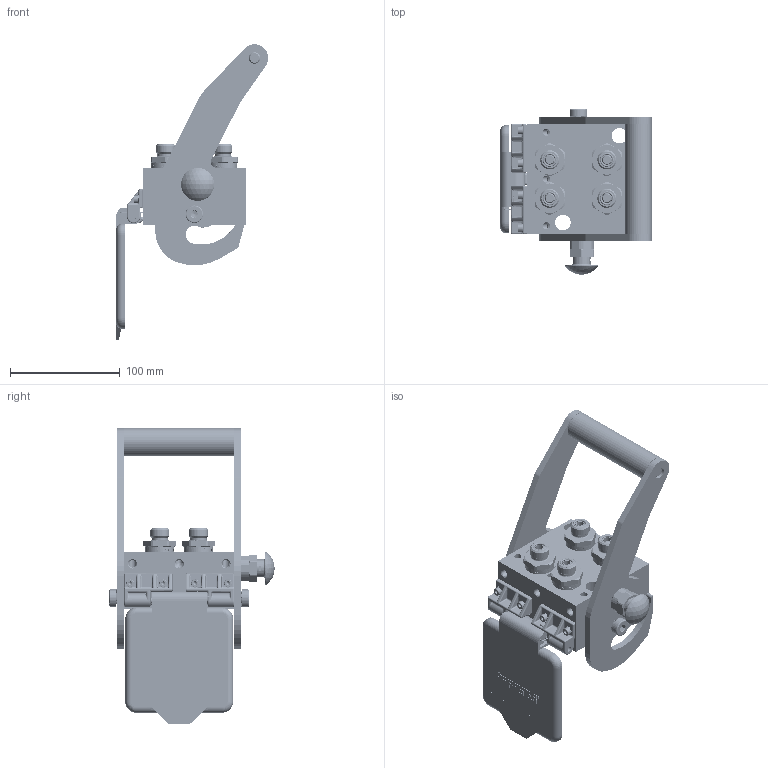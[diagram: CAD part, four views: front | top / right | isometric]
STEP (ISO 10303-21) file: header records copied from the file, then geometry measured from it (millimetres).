
FILE_DESCRIPTION (( 'STEP AP214' ), '1' );
FILE_NAME ('FASTER.step', '2023-03-12T00:49:50', ( '' ), ( '' ), 'SwSTEP 2.0', 'SolidWorks 2017', '' );
FILE_SCHEMA (( 'AUTOMOTIVE_DESIGN' ));
Length unit declared in the file: millimetre
Products named in the file (32): 4830_013_3000_020; vit_br_m4x10; 4132_014_0000_000; 4810_001_0001_019; 4860_024_0004_021; 4831_001_0003_000; 4132_072_0000_300; 4830_022_0000_011; 0048_317_1000_000; 4831_001_0004_000; sicura_p5; 4820_001_0004_000; 4860_024_0004_012; et012; FASTER; 4830_025_0000_001; A_2ffnb3811_38sf; 2ffnb3811_38sf; 4860_024_0004_001; 4830_001_0005_301; 4830_025_2000_000; 4830_027_0000_002; 4830_070_0000_001; 4860_024_0004_001_ASM; CURS_MOLLA_38; 4830_025_1000_000; P406A_F_BASE; or1_5x7_m; 0048_042_0412_000; 4860_020_0004_001; 4830_001_0005_300
Assembly tree (39 placements, depth 4):
  FASTER
    P406A_F_BASE
      4860_020_0004_001
      4831_001_0003_000
      4831_001_0004_000
      4820_001_0004_000
      4810_001_0001_019
      vit_br_m4x10  x4
      4830_013_3000_020  x2
      0048_317_1000_000  x2
      4830_001_0005_300
      4830_001_0005_301
    A_2ffnb3811_38sf  x4
      CURS_MOLLA_38
        4132_072_0000_300
        4132_014_0000_000
      2ffnb3811_38sf
        2ffnb3811_38sf
    4860_024_0004_001
      4860_024_0004_001_ASM
        4860_024_0004_021
        4830_027_0000_002
        4860_024_0004_012
      sicura_p5
        4830_025_0000_001
        or1_5x7_m
        0048_042_0412_000
      4830_025_1000_000
      4830_022_0000_011
      4830_070_0000_001
      4830_025_2000_000
    et012
Bounding box: 138.65 x 150.38 x 268.7 mm (x, y, z)
Volume: 194591.1 mm3; surface area: 234929.8 mm2
Topology: 26 solids, 106 shells, 4192 faces, 10951 edges, 6908 vertices
Faces by surface type: plane 2128, cylinder 998, cone 406, torus 299, bspline 296, sphere 65
Entity records: 140137 total; most frequent: CARTESIAN_POINT 59166, ORIENTED_EDGE 16544, DIRECTION 15050, EDGE_CURVE 8405, VECTOR 5532, LINE 5532, VERTEX_POINT 5320, AXIS2_PLACEMENT_3D 4759
